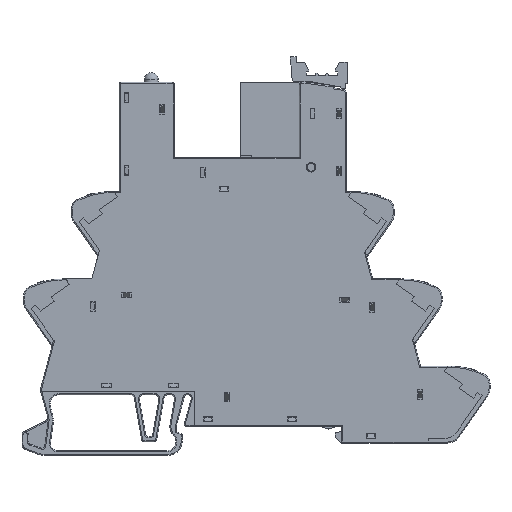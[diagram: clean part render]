
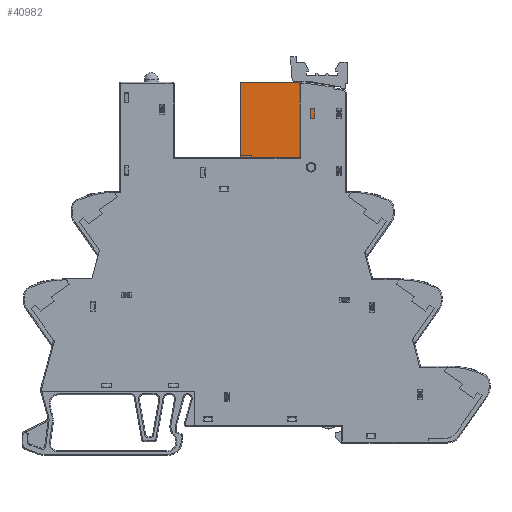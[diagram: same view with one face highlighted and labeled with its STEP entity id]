
A CAD part, top view. The second image highlights one B-rep face of the part: STEP entity #40982.
In plain terms, the highlighted planar face has unit normal (0, 0, 1).
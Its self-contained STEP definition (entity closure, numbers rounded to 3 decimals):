
#3483=FACE_OUTER_BOUND('',#5849,.T.);
#5849=EDGE_LOOP('',(#34004,#34005,#34006,#34007));
#9911=LINE('',#66097,#14634);
#9912=LINE('',#66099,#14635);
#9913=LINE('',#66101,#14636);
#9914=LINE('',#66102,#14637);
#14634=VECTOR('',#52263,19.3);
#14635=VECTOR('',#52264,20.6);
#14636=VECTOR('',#52265,19.3);
#14637=VECTOR('',#52266,20.6);
#18903=VERTEX_POINT('',#66095);
#18904=VERTEX_POINT('',#66096);
#18905=VERTEX_POINT('',#66098);
#18906=VERTEX_POINT('',#66100);
#24123=EDGE_CURVE('',#18903,#18904,#9911,.T.);
#24124=EDGE_CURVE('',#18905,#18903,#9912,.T.);
#24125=EDGE_CURVE('',#18906,#18905,#9913,.T.);
#24126=EDGE_CURVE('',#18904,#18906,#9914,.T.);
#34004=ORIENTED_EDGE('',*,*,#24123,.F.);
#34005=ORIENTED_EDGE('',*,*,#24124,.F.);
#34006=ORIENTED_EDGE('',*,*,#24125,.F.);
#34007=ORIENTED_EDGE('',*,*,#24126,.F.);
#38890=PLANE('',#43908);
#40982=ADVANCED_FACE('',(#3483),#38890,.T.);
#43908=AXIS2_PLACEMENT_3D('',#66094,#52261,#52262);
#52261=DIRECTION('center_axis',(0.,0.,1.));
#52262=DIRECTION('ref_axis',(1.,0.,0.));
#52263=DIRECTION('',(-1.,0.,0.));
#52264=DIRECTION('',(0.,-1.,0.));
#52265=DIRECTION('',(1.,0.,0.));
#52266=DIRECTION('',(0.,1.,0.));
#66094=CARTESIAN_POINT('Origin',(-123.29,-80.78,1.));
#66095=CARTESIAN_POINT('',(-113.64,-91.08,1.));
#66096=CARTESIAN_POINT('',(-132.94,-91.08,1.));
#66097=CARTESIAN_POINT('',(-123.29,-91.08,1.));
#66098=CARTESIAN_POINT('',(-113.64,-70.48,1.));
#66099=CARTESIAN_POINT('',(-113.64,-80.78,1.));
#66100=CARTESIAN_POINT('',(-132.94,-70.48,1.));
#66101=CARTESIAN_POINT('',(-123.29,-70.48,1.));
#66102=CARTESIAN_POINT('',(-132.94,-80.78,1.));
